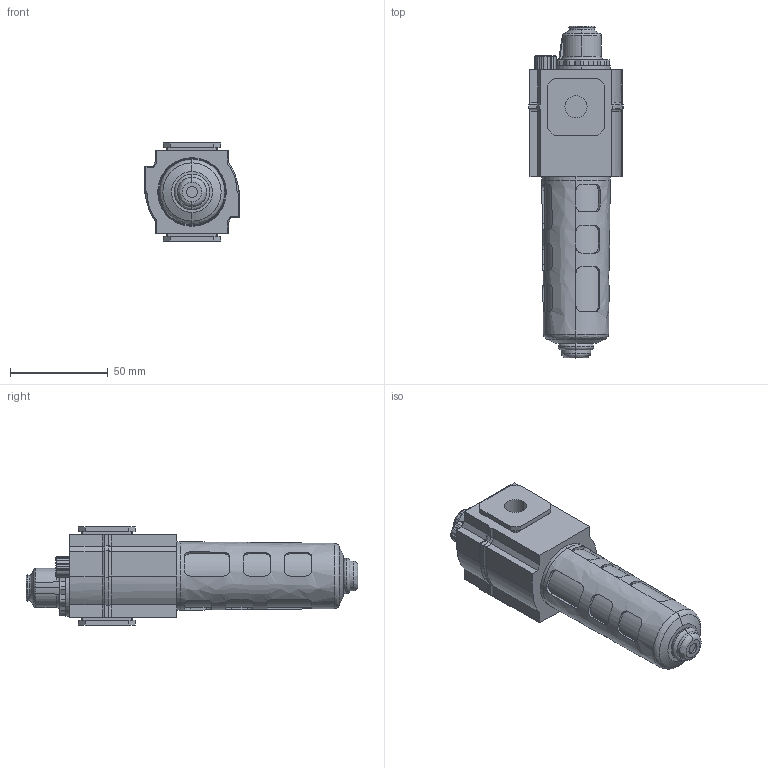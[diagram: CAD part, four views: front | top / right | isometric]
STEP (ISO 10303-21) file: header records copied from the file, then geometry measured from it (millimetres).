
FILE_DESCRIPTION (( 'STEP AP214' ), '1' );
FILE_NAME ('Norgren-L72C-2AP-EWN.STEP', '2020-12-08T21:54:07', ( '' ), ( '' ), 'SwSTEP 2.0', 'SolidWorks 2020', '' );
FILE_SCHEMA (( 'AUTOMOTIVE_DESIGN' ));
Length unit declared in the file: millimetre
Products named in the file (8): L72_ss_14; L72_ss_74; L72_ss_11_E; L_72-2_w; L72_ss_16; L_72w_E; L72_ss_41; Norgren-L72C-2AP-EWN
Assembly tree (7 placements, depth 3):
  Norgren-L72C-2AP-EWN
    L_72w_E
      L72_ss_11_E
      L72_ss_16
    L_72-2_w
      L72_ss_41
      L72_ss_14
      L72_ss_74
Bounding box: 48.4 x 169.57 x 50.25 mm (x, y, z)
Volume: 122760.5 mm3; surface area: 38468 mm2
Topology: 5 solids, 5 shells, 394 faces, 996 edges, 631 vertices
Faces by surface type: plane 171, cylinder 155, bspline 64, cone 2, torus 2
Entity records: 18077 total; most frequent: CARTESIAN_POINT 5994, ORIENTED_EDGE 1992, DIRECTION 1785, EDGE_CURVE 996, VERTEX_POINT 631, AXIS2_PLACEMENT_3D 614, VECTOR 557, LINE 557
